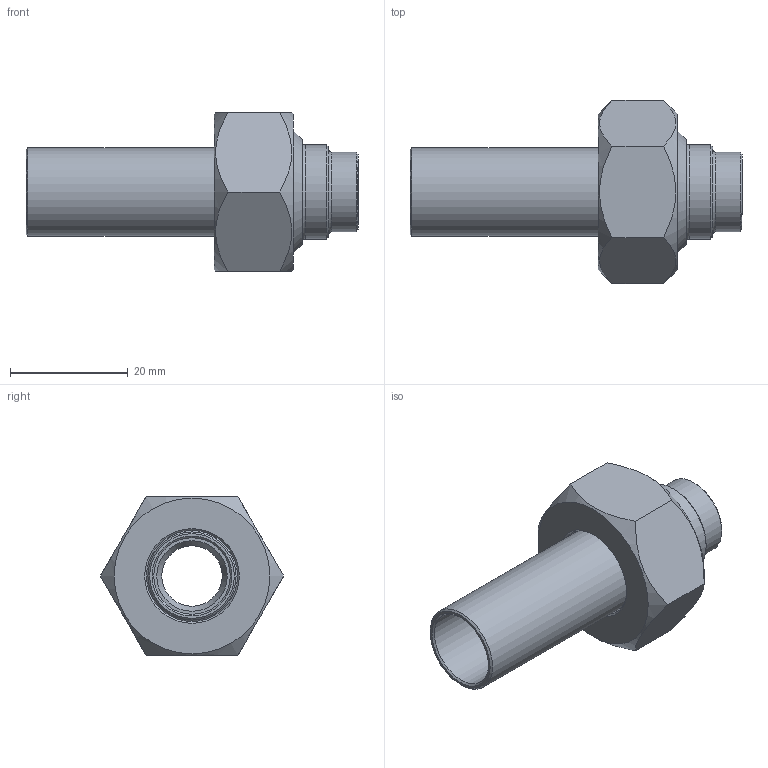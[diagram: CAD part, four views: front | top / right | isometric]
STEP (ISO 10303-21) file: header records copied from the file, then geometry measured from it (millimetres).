
FILE_DESCRIPTION(/* description */ (''),/* implementation_level */ '2;1');
FILE_NAME(/* name */ '3D_R666-PE-SG-15-DN15-13.5_1711309735.stp',/* time_stamp */ '2021-07-16T13:51:43+02:00',/* author */ ('cad'),/* organization */ (''),/* preprocessor_version */ 'ST-DEVELOPER v18.1',/* originating_system */ 'Autodesk Inventor 2022',/* authorisation */ '');
FILE_SCHEMA (('AUTOMOTIVE_DESIGN { 1 0 10303 214 3 1 1 }'));
Length unit declared in the file: millimetre
Products named in the file (4): 3D_R666-PE-SG-15-DN15-13.5_1711309735; 3D_R666-M-DN15_17113910; 3D_R666-SG-13.5-DN15_17113721; 3D_R666-PE-15-DN15_17113460
Assembly tree (3 placements, depth 2):
  3D_R666-PE-SG-15-DN15-13.5_1711309735
    3D_R666-M-DN15_17113910
    3D_R666-SG-13.5-DN15_17113721
    3D_R666-PE-15-DN15_17113460
Bounding box: 56.5 x 31.18 x 27 mm (x, y, z)
Volume: 9615.7 mm3; surface area: 8144.9 mm2
Topology: 3 solids, 3 shells, 45 faces, 100 edges, 65 vertices
Faces by surface type: cone 16, plane 16, cylinder 9, torus 4
Full cylindrical faces by diameter (mm): 10.3 x1, 13 x1, 13.5 x1, 15 x1, 15.5 x1, 16 x1, 18 x1, 18.631 x1, 20.9 x1
Entity records: 1414 total; most frequent: DIRECTION 249, CARTESIAN_POINT 241, ORIENTED_EDGE 200, AXIS2_PLACEMENT_3D 109, EDGE_CURVE 100, VERTEX_POINT 65, CIRCLE 57, EDGE_LOOP 55
